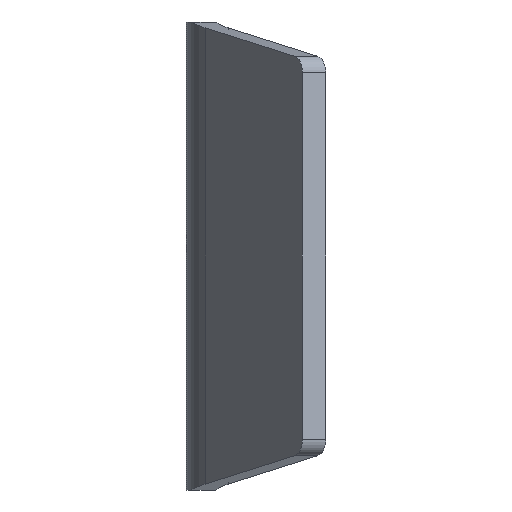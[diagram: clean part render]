
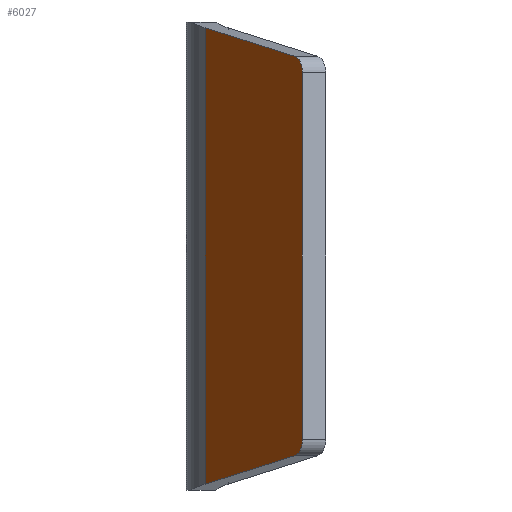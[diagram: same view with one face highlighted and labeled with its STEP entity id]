
A CAD part, left-side view. The second image highlights one B-rep face of the part: STEP entity #6027.
In plain terms, the highlighted planar face has unit normal (-0.555, 0.832, 0).
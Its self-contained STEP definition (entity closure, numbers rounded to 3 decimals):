
#487=DIRECTION('',(0.,0.,-1.));
#488=VECTOR('',#487,81.875);
#489=CARTESIAN_POINT('',(-326.291,17.479,40.937));
#490=LINE('',#489,#488);
#491=DIRECTION('',(0.819,0.546,0.173));
#492=VECTOR('',#491,29.465);
#493=CARTESIAN_POINT('',(-350.435,1.377,35.846));
#494=LINE('',#493,#492);
#495=CARTESIAN_POINT('',(-350.004,1.665,32.891));
#496=DIRECTION('',(-0.555,0.832,0.));
#497=DIRECTION('',(-0.832,-0.555,0.));
#498=AXIS2_PLACEMENT_3D('',#495,#496,#497);
#500=CARTESIAN_POINT('',(-350.004,1.665,-32.891));
#501=DIRECTION('',(-0.555,0.832,0.));
#502=DIRECTION('',(-0.144,-0.096,-0.985));
#503=AXIS2_PLACEMENT_3D('',#500,#501,#502);
#505=DIRECTION('',(-0.819,-0.546,0.173));
#506=VECTOR('',#505,29.465);
#507=CARTESIAN_POINT('',(-326.291,17.479,-40.937));
#508=LINE('',#507,#506);
#509=CARTESIAN_POINT('',(-326.291,17.479,-40.937));
#530=DIRECTION('',(0.,0.,1.));
#531=VECTOR('',#530,65.783);
#532=CARTESIAN_POINT('',(-352.5,0.,-32.891));
#533=LINE('',#532,#531);
#617=CARTESIAN_POINT('',(-326.291,17.479,40.937));
#4628=CARTESIAN_POINT('',(-352.5,0.,32.891));
#4629=CARTESIAN_POINT('',(-350.435,1.377,35.846));
#4630=VERTEX_POINT('',#4628);
#4631=VERTEX_POINT('',#4629);
#4640=CARTESIAN_POINT('',(-350.435,1.377,
-35.846));
#4641=VERTEX_POINT('',#4640);
#4642=CARTESIAN_POINT('',(-352.5,0.,-32.891));
#4643=VERTEX_POINT('',#4642);
#4670=VERTEX_POINT('',#509);
#4678=VERTEX_POINT('',#617);
#6009=CARTESIAN_POINT('',(-321.251,20.84,-42.));
#6010=DIRECTION('',(-0.555,0.832,0.));
#6011=DIRECTION('',(-0.832,-0.555,0.));
#6012=AXIS2_PLACEMENT_3D('',#6009,#6010,#6011);
#6013=PLANE('',#6012);
#6015=ORIENTED_EDGE('',*,*,#6014,.F.);
#6017=ORIENTED_EDGE('',*,*,#6016,.F.);
#6018=ORIENTED_EDGE('',*,*,#5999,.F.);
#6020=ORIENTED_EDGE('',*,*,#6019,.F.);
#6022=ORIENTED_EDGE('',*,*,#6021,.F.);
#6024=ORIENTED_EDGE('',*,*,#6023,.F.);
#6025=EDGE_LOOP('',(#6015,#6017,#6018,#6020,#6022,#6024));
#6026=FACE_OUTER_BOUND('',#6025,.F.);
#6027=ADVANCED_FACE('',(#6026),#6013,.T.);
#499=CIRCLE('',#498,3.);
#504=CIRCLE('',#503,3.);
#5999=EDGE_CURVE('',#4630,#4631,#499,.T.);
#6014=EDGE_CURVE('',#4678,#4670,#490,.T.);
#6016=EDGE_CURVE('',#4631,#4678,#494,.T.);
#6019=EDGE_CURVE('',#4643,#4630,#533,.T.);
#6021=EDGE_CURVE('',#4641,#4643,#504,.T.);
#6023=EDGE_CURVE('',#4670,#4641,#508,.T.);
